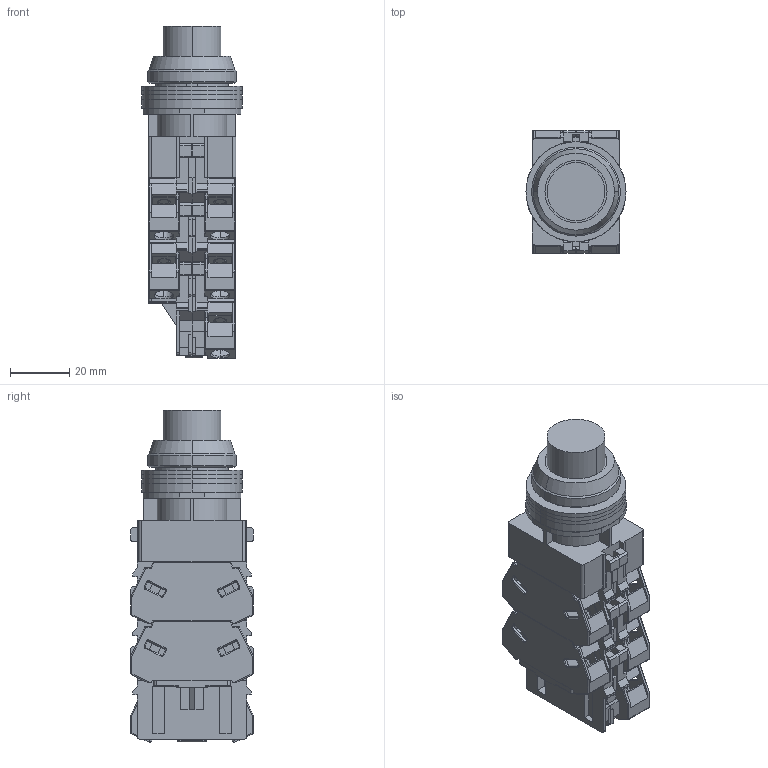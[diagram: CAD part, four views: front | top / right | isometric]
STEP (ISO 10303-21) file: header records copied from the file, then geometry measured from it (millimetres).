
FILE_DESCRIPTION (( 'STEP AP203' ), '1' );
FILE_NAME ('124_A(O)LS2[66][11][22]xxDN$.STEP', '2020-11-20T06:55:32', ( '' ), ( '' ), 'SwSTEP 2.0', 'SolidWorks 2019', '' );
FILE_SCHEMA (( 'CONFIG_CONTROL_DESIGN' ));
Length unit declared in the file: millimetre
Products named in the file (8): HW-DB_蹬怮椔; ALS_BODY_蹬怮椔; 124_A(O)LS2[66][11][22]xxDN$; ALS06_蹬怮椔; OW-22_蹬怮椔; OW-21_蹬怮椔; OG-22_蹬怮椔; HW-Uxx(R)_蹬怮椔
Assembly tree (13 placements, depth 2):
  124_A(O)LS2[66][11][22]xxDN$
    ALS_BODY_蹬怮椔
    ALS06_蹬怮椔
    OW-22_蹬怮椔
    OW-21_蹬怮椔  x3
    OG-22_蹬怮椔
    HW-Uxx(R)_蹬怮椔  x5
    HW-DB_蹬怮椔
Bounding box: 33.8 x 41.4 x 112.2 mm (x, y, z)
Volume: 90074 mm3; surface area: 42635.2 mm2
Topology: 13 solids, 13 shells, 1600 faces, 4390 edges, 2816 vertices
Faces by surface type: plane 971, cylinder 419, bspline 184, cone 26
Entity records: 17917 total; most frequent: CARTESIAN_POINT 3923, ORIENTED_EDGE 2816, DIRECTION 2592, EDGE_CURVE 1408, VECTOR 1060, LINE 1060, VERTEX_POINT 912, AXIS2_PLACEMENT_3D 766
